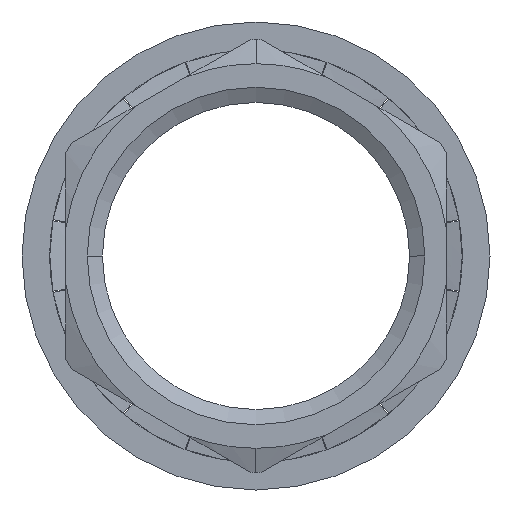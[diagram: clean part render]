
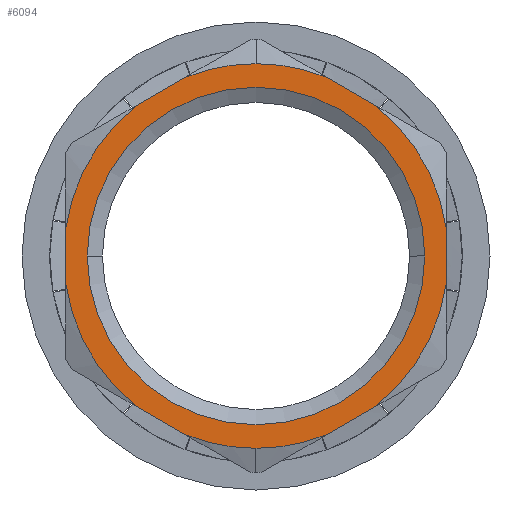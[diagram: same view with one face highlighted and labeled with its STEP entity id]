
A CAD part, left-side view. The second image highlights one B-rep face of the part: STEP entity #6094.
In plain terms, the highlighted planar face has unit normal (-1, 0, 0).
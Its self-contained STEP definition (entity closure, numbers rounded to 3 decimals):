
#5161=CARTESIAN_POINT('',(8.91,0.,14.073));
#5162=VERTEX_POINT('',#5161);
#5170=CARTESIAN_POINT('',(8.91,-2.402,13.619));
#5171=VERTEX_POINT('',#5170);
#5172=CARTESIAN_POINT('',(8.91,0.,7.5));
#5173=DIRECTION('',(-1.0,0.0,0.0));
#5174=DIRECTION('',(0.0,0.0,-1.0));
#5175=AXIS2_PLACEMENT_3D('',#5172,#5173,#5174);
#5176=CIRCLE('',#5175,6.573);
#5177=EDGE_CURVE('',#5171,#5162,#5176,.T.);
#5230=CARTESIAN_POINT('',(8.91,0.,0.927));
#5231=VERTEX_POINT('',#5230);
#5239=CARTESIAN_POINT('',(8.91,2.402,1.381));
#5240=VERTEX_POINT('',#5239);
#5241=CARTESIAN_POINT('',(8.91,0.,7.5));
#5242=DIRECTION('',(-1.0,0.0,0.0));
#5243=DIRECTION('',(0.0,0.0,-1.0));
#5244=AXIS2_PLACEMENT_3D('',#5241,#5242,#5243);
#5245=CIRCLE('',#5244,6.573);
#5246=EDGE_CURVE('',#5240,#5231,#5245,.T.);
#5352=CARTESIAN_POINT('',(8.91,5.77,7.5));
#5353=VERTEX_POINT('',#5352);
#5360=CARTESIAN_POINT('',(8.91,-5.77,7.5));
#5361=VERTEX_POINT('',#5360);
#5362=CARTESIAN_POINT('',(8.91,0.,7.5));
#5363=DIRECTION('',(-1.0,0.0,0.0));
#5364=DIRECTION('',(0.0,1.0,0.0));
#5365=AXIS2_PLACEMENT_3D('',#5362,#5363,#5364);
#5366=CIRCLE('',#5365,5.77);
#5367=EDGE_CURVE('',#5353,#5361,#5366,.T.);
#5509=CARTESIAN_POINT('',(8.91,-6.5,6.52));
#5510=VERTEX_POINT('',#5509);
#5526=CARTESIAN_POINT('',(8.91,-4.098,2.361));
#5527=VERTEX_POINT('',#5526);
#5528=CARTESIAN_POINT('',(8.91,0.,7.5));
#5529=DIRECTION('',(-1.0,0.0,0.0));
#5530=DIRECTION('',(0.0,0.0,-1.0));
#5531=AXIS2_PLACEMENT_3D('',#5528,#5529,#5530);
#5532=CIRCLE('',#5531,6.573);
#5533=EDGE_CURVE('',#5527,#5510,#5532,.T.);
#5596=CARTESIAN_POINT('',(8.91,-2.402,1.381));
#5597=VERTEX_POINT('',#5596);
#5611=CARTESIAN_POINT('',(8.91,0.,7.5));
#5612=DIRECTION('',(-1.0,0.0,0.0));
#5613=DIRECTION('',(0.0,0.0,-1.0));
#5614=AXIS2_PLACEMENT_3D('',#5611,#5612,#5613);
#5615=CIRCLE('',#5614,6.573);
#5616=EDGE_CURVE('',#5231,#5597,#5615,.T.);
#5649=CARTESIAN_POINT('',(8.91,6.5,6.52));
#5650=VERTEX_POINT('',#5649);
#5673=CARTESIAN_POINT('',(8.91,4.098,2.361));
#5674=VERTEX_POINT('',#5673);
#5688=CARTESIAN_POINT('',(8.91,0.,7.5));
#5689=DIRECTION('',(-1.0,0.0,0.0));
#5690=DIRECTION('',(0.0,0.0,-1.0));
#5691=AXIS2_PLACEMENT_3D('',#5688,#5689,#5690);
#5692=CIRCLE('',#5691,6.573);
#5693=EDGE_CURVE('',#5650,#5674,#5692,.T.);
#5726=CARTESIAN_POINT('',(8.91,4.098,12.639));
#5727=VERTEX_POINT('',#5726);
#5750=CARTESIAN_POINT('',(8.91,6.5,8.48));
#5751=VERTEX_POINT('',#5750);
#5765=CARTESIAN_POINT('',(8.91,0.,7.5));
#5766=DIRECTION('',(-1.0,0.0,0.0));
#5767=DIRECTION('',(0.0,0.0,-1.0));
#5768=AXIS2_PLACEMENT_3D('',#5765,#5766,#5767);
#5769=CIRCLE('',#5768,6.573);
#5770=EDGE_CURVE('',#5727,#5751,#5769,.T.);
#5811=CARTESIAN_POINT('',(8.91,2.402,13.619));
#5812=VERTEX_POINT('',#5811);
#5826=CARTESIAN_POINT('',(8.91,0.,7.5));
#5827=DIRECTION('',(-1.0,0.0,0.0));
#5828=DIRECTION('',(0.0,0.0,-1.0));
#5829=AXIS2_PLACEMENT_3D('',#5826,#5827,#5828);
#5830=CIRCLE('',#5829,6.573);
#5831=EDGE_CURVE('',#5162,#5812,#5830,.T.);
#5864=CARTESIAN_POINT('',(8.91,-6.5,8.48));
#5865=VERTEX_POINT('',#5864);
#5888=CARTESIAN_POINT('',(8.91,-4.098,12.639));
#5889=VERTEX_POINT('',#5888);
#5903=CARTESIAN_POINT('',(8.91,0.,7.5));
#5904=DIRECTION('',(-1.0,0.0,0.0));
#5905=DIRECTION('',(0.0,0.0,-1.0));
#5906=AXIS2_PLACEMENT_3D('',#5903,#5904,#5905);
#5907=CIRCLE('',#5906,6.573);
#5908=EDGE_CURVE('',#5865,#5889,#5907,.T.);
#5983=CARTESIAN_POINT('',(8.91,-6.5,8.48));
#5984=DIRECTION('',(0.0,0.0,-1.0));
#5985=VECTOR('',#5984,1.959);
#5986=LINE('',#5983,#5985);
#5987=EDGE_CURVE('',#5865,#5510,#5986,.T.);
#6038=CARTESIAN_POINT('',(8.91,7.15,14.731));
#6039=DIRECTION('',(1.0,0.0,0.0));
#6040=DIRECTION('',(0.0,1.0,0.0));
#6041=AXIS2_PLACEMENT_3D('',#6038,#6039,#6040);
#6042=PLANE('',#6041);
#6043=ORIENTED_EDGE('',*,*,#5908,.T.);
#6044=CARTESIAN_POINT('',(8.91,-2.402,13.619));
#6045=DIRECTION('',(0.0,-0.866,-0.5));
#6046=VECTOR('',#6045,1.959);
#6047=LINE('',#6044,#6046);
#6048=EDGE_CURVE('',#5171,#5889,#6047,.T.);
#6049=ORIENTED_EDGE('',*,*,#6048,.F.);
#6050=ORIENTED_EDGE('',*,*,#5177,.T.);
#6051=ORIENTED_EDGE('',*,*,#5831,.T.);
#6052=CARTESIAN_POINT('',(8.91,4.098,12.639));
#6053=DIRECTION('',(0.0,-0.866,0.5));
#6054=VECTOR('',#6053,1.959);
#6055=LINE('',#6052,#6054);
#6056=EDGE_CURVE('',#5727,#5812,#6055,.T.);
#6057=ORIENTED_EDGE('',*,*,#6056,.F.);
#6058=ORIENTED_EDGE('',*,*,#5770,.T.);
#6059=CARTESIAN_POINT('',(8.91,6.5,6.52));
#6060=DIRECTION('',(0.0,0.0,1.0));
#6061=VECTOR('',#6060,1.959);
#6062=LINE('',#6059,#6061);
#6063=EDGE_CURVE('',#5650,#5751,#6062,.T.);
#6064=ORIENTED_EDGE('',*,*,#6063,.F.);
#6065=ORIENTED_EDGE('',*,*,#5693,.T.);
#6066=CARTESIAN_POINT('',(8.91,2.402,1.381));
#6067=DIRECTION('',(0.0,0.866,0.5));
#6068=VECTOR('',#6067,1.959);
#6069=LINE('',#6066,#6068);
#6070=EDGE_CURVE('',#5240,#5674,#6069,.T.);
#6071=ORIENTED_EDGE('',*,*,#6070,.F.);
#6072=ORIENTED_EDGE('',*,*,#5246,.T.);
#6073=ORIENTED_EDGE('',*,*,#5616,.T.);
#6074=CARTESIAN_POINT('',(8.91,-4.098,2.361));
#6075=DIRECTION('',(0.0,0.866,-0.5));
#6076=VECTOR('',#6075,1.959);
#6077=LINE('',#6074,#6076);
#6078=EDGE_CURVE('',#5527,#5597,#6077,.T.);
#6079=ORIENTED_EDGE('',*,*,#6078,.F.);
#6080=ORIENTED_EDGE('',*,*,#5533,.T.);
#6081=ORIENTED_EDGE('',*,*,#5987,.F.);
#6082=EDGE_LOOP('',(#6043,#6049,#6050,#6051,#6057,#6058,#6064,#6065,#6071,#6072,#6073,#6079,#6080,#6081));
#6083=FACE_OUTER_BOUND('',#6082,.T.);
#6084=CARTESIAN_POINT('',(8.91,0.,7.5));
#6085=DIRECTION('',(-1.0,0.0,0.0));
#6086=DIRECTION('',(0.0,1.0,0.0));
#6087=AXIS2_PLACEMENT_3D('',#6084,#6085,#6086);
#6088=CIRCLE('',#6087,5.77);
#6089=EDGE_CURVE('',#5361,#5353,#6088,.T.);
#6090=ORIENTED_EDGE('',*,*,#6089,.F.);
#6091=ORIENTED_EDGE('',*,*,#5367,.F.);
#6092=EDGE_LOOP('',(#6090,#6091));
#6093=FACE_BOUND('',#6092,.T.);
#6094=ADVANCED_FACE('',(#6083,#6093),#6042,.F.);
